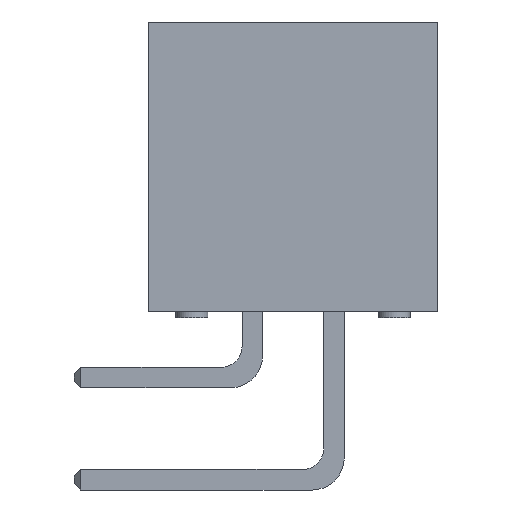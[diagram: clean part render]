
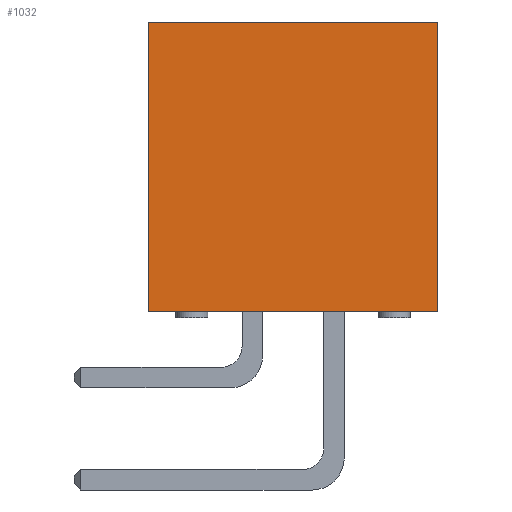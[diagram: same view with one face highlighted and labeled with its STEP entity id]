
A CAD part, left-side view. The second image highlights one B-rep face of the part: STEP entity #1032.
In plain terms, the highlighted planar face has unit normal (-1, 0, 0).
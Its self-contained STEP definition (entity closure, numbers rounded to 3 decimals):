
#180 = PLANE('',#181);
#181 = AXIS2_PLACEMENT_3D('',#182,#183,#184);
#182 = CARTESIAN_POINT('',(-10.2,-4.5,9.2));
#183 = DIRECTION('',(0.,0.,1.));
#184 = DIRECTION('',(1.,0.,0.));
#220 = PLANE('',#221);
#221 = AXIS2_PLACEMENT_3D('',#222,#223,#224);
#222 = CARTESIAN_POINT('',(-10.2,-4.5,0.2));
#223 = DIRECTION('',(0.,1.,0.));
#224 = DIRECTION('',(0.,0.,1.));
#261 = VERTEX_POINT('',#262);
#262 = CARTESIAN_POINT('',(-10.2,4.5,9.2));
#276 = PLANE('',#277);
#277 = AXIS2_PLACEMENT_3D('',#278,#279,#280);
#278 = CARTESIAN_POINT('',(-10.2,4.5,0.2));
#279 = DIRECTION('',(0.,1.,0.));
#280 = DIRECTION('',(0.,0.,1.));
#288 = EDGE_CURVE('',#289,#261,#291,.T.);
#289 = VERTEX_POINT('',#290);
#290 = CARTESIAN_POINT('',(-10.2,-4.5,9.2));
#291 = SURFACE_CURVE('',#292,(#296,#303),.PCURVE_S1.);
#292 = LINE('',#293,#294);
#293 = CARTESIAN_POINT('',(-10.2,-4.5,9.2));
#294 = VECTOR('',#295,1.);
#295 = DIRECTION('',(0.,1.,0.));
#296 = PCURVE('',#180,#297);
#297 = DEFINITIONAL_REPRESENTATION('',(#298),#302);
#298 = LINE('',#299,#300);
#299 = CARTESIAN_POINT('',(0.,0.));
#300 = VECTOR('',#301,1.);
#301 = DIRECTION('',(0.,1.));
#302 = ( GEOMETRIC_REPRESENTATION_CONTEXT(2) 
PARAMETRIC_REPRESENTATION_CONTEXT() REPRESENTATION_CONTEXT('2D SPACE',''
  ) );
#303 = PCURVE('',#304,#309);
#304 = PLANE('',#305);
#305 = AXIS2_PLACEMENT_3D('',#306,#307,#308);
#306 = CARTESIAN_POINT('',(-10.2,-4.5,0.2));
#307 = DIRECTION('',(1.,0.,0.));
#308 = DIRECTION('',(0.,0.,1.));
#309 = DEFINITIONAL_REPRESENTATION('',(#310),#314);
#310 = LINE('',#311,#312);
#311 = CARTESIAN_POINT('',(9.,0.));
#312 = VECTOR('',#313,1.);
#313 = DIRECTION('',(0.,-1.));
#314 = ( GEOMETRIC_REPRESENTATION_CONTEXT(2) 
PARAMETRIC_REPRESENTATION_CONTEXT() REPRESENTATION_CONTEXT('2D SPACE',''
  ) );
#681 = VERTEX_POINT('',#682);
#682 = CARTESIAN_POINT('',(-10.2,-4.5,0.2));
#696 = PLANE('',#697);
#697 = AXIS2_PLACEMENT_3D('',#698,#699,#700);
#698 = CARTESIAN_POINT('',(-10.2,-4.5,0.2));
#699 = DIRECTION('',(0.,0.,1.));
#700 = DIRECTION('',(1.,0.,0.));
#708 = EDGE_CURVE('',#681,#289,#709,.T.);
#709 = SURFACE_CURVE('',#710,(#714,#721),.PCURVE_S1.);
#710 = LINE('',#711,#712);
#711 = CARTESIAN_POINT('',(-10.2,-4.5,0.2));
#712 = VECTOR('',#713,1.);
#713 = DIRECTION('',(0.,0.,1.));
#714 = PCURVE('',#220,#715);
#715 = DEFINITIONAL_REPRESENTATION('',(#716),#720);
#716 = LINE('',#717,#718);
#717 = CARTESIAN_POINT('',(0.,0.));
#718 = VECTOR('',#719,1.);
#719 = DIRECTION('',(1.,0.));
#720 = ( GEOMETRIC_REPRESENTATION_CONTEXT(2) 
PARAMETRIC_REPRESENTATION_CONTEXT() REPRESENTATION_CONTEXT('2D SPACE',''
  ) );
#721 = PCURVE('',#304,#722);
#722 = DEFINITIONAL_REPRESENTATION('',(#723),#727);
#723 = LINE('',#724,#725);
#724 = CARTESIAN_POINT('',(0.,0.));
#725 = VECTOR('',#726,1.);
#726 = DIRECTION('',(1.,0.));
#727 = ( GEOMETRIC_REPRESENTATION_CONTEXT(2) 
PARAMETRIC_REPRESENTATION_CONTEXT() REPRESENTATION_CONTEXT('2D SPACE',''
  ) );
#934 = VERTEX_POINT('',#935);
#935 = CARTESIAN_POINT('',(-10.2,4.5,0.2));
#956 = EDGE_CURVE('',#934,#261,#957,.T.);
#957 = SURFACE_CURVE('',#958,(#962,#969),.PCURVE_S1.);
#958 = LINE('',#959,#960);
#959 = CARTESIAN_POINT('',(-10.2,4.5,0.2));
#960 = VECTOR('',#961,1.);
#961 = DIRECTION('',(0.,0.,1.));
#962 = PCURVE('',#276,#963);
#963 = DEFINITIONAL_REPRESENTATION('',(#964),#968);
#964 = LINE('',#965,#966);
#965 = CARTESIAN_POINT('',(0.,0.));
#966 = VECTOR('',#967,1.);
#967 = DIRECTION('',(1.,0.));
#968 = ( GEOMETRIC_REPRESENTATION_CONTEXT(2) 
PARAMETRIC_REPRESENTATION_CONTEXT() REPRESENTATION_CONTEXT('2D SPACE',''
  ) );
#969 = PCURVE('',#304,#970);
#970 = DEFINITIONAL_REPRESENTATION('',(#971),#975);
#971 = LINE('',#972,#973);
#972 = CARTESIAN_POINT('',(0.,-9.));
#973 = VECTOR('',#974,1.);
#974 = DIRECTION('',(1.,0.));
#975 = ( GEOMETRIC_REPRESENTATION_CONTEXT(2) 
PARAMETRIC_REPRESENTATION_CONTEXT() REPRESENTATION_CONTEXT('2D SPACE',''
  ) );
#1032 = ADVANCED_FACE('',(#1033),#304,.F.);
#1033 = FACE_BOUND('',#1034,.F.);
#1034 = EDGE_LOOP('',(#1035,#1036,#1057,#1058));
#1035 = ORIENTED_EDGE('',*,*,#708,.F.);
#1036 = ORIENTED_EDGE('',*,*,#1037,.T.);
#1037 = EDGE_CURVE('',#681,#934,#1038,.T.);
#1038 = SURFACE_CURVE('',#1039,(#1043,#1050),.PCURVE_S1.);
#1039 = LINE('',#1040,#1041);
#1040 = CARTESIAN_POINT('',(-10.2,-4.5,0.2));
#1041 = VECTOR('',#1042,1.);
#1042 = DIRECTION('',(0.,1.,0.));
#1043 = PCURVE('',#304,#1044);
#1044 = DEFINITIONAL_REPRESENTATION('',(#1045),#1049);
#1045 = LINE('',#1046,#1047);
#1046 = CARTESIAN_POINT('',(0.,0.));
#1047 = VECTOR('',#1048,1.);
#1048 = DIRECTION('',(0.,-1.));
#1049 = ( GEOMETRIC_REPRESENTATION_CONTEXT(2) 
PARAMETRIC_REPRESENTATION_CONTEXT() REPRESENTATION_CONTEXT('2D SPACE',''
  ) );
#1050 = PCURVE('',#696,#1051);
#1051 = DEFINITIONAL_REPRESENTATION('',(#1052),#1056);
#1052 = LINE('',#1053,#1054);
#1053 = CARTESIAN_POINT('',(0.,0.));
#1054 = VECTOR('',#1055,1.);
#1055 = DIRECTION('',(0.,1.));
#1056 = ( GEOMETRIC_REPRESENTATION_CONTEXT(2) 
PARAMETRIC_REPRESENTATION_CONTEXT() REPRESENTATION_CONTEXT('2D SPACE',''
  ) );
#1057 = ORIENTED_EDGE('',*,*,#956,.T.);
#1058 = ORIENTED_EDGE('',*,*,#288,.F.);
